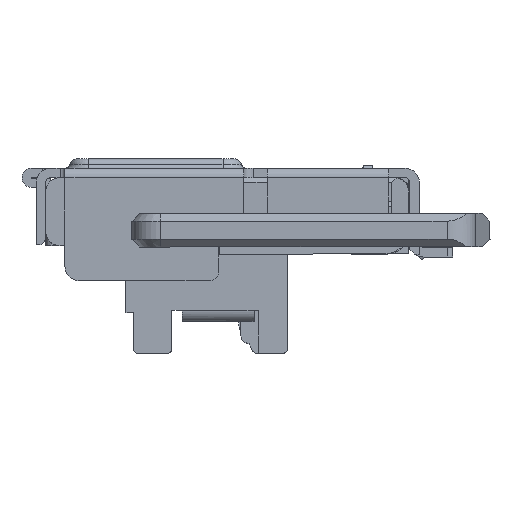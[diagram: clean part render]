
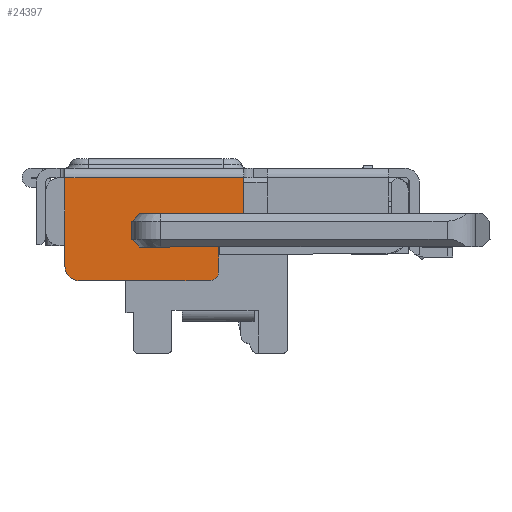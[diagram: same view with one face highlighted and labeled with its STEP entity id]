
A CAD part, left-side view. The second image highlights one B-rep face of the part: STEP entity #24397.
In plain terms, the highlighted planar face has unit normal (-1, 0, 0).
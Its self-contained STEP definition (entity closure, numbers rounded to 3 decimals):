
#303=B_SPLINE_CURVE_WITH_KNOTS('',3,(#38217,#38218,#38219,#38220),
 .UNSPECIFIED.,.F.,.F.,(4,4),(0.,0.),
 .UNSPECIFIED.);
#307=B_SPLINE_CURVE_WITH_KNOTS('',3,(#38640,#38641,#38642,#38643),
 .UNSPECIFIED.,.F.,.F.,(4,4),(0.,0.),
 .UNSPECIFIED.);
#953=CIRCLE('',#26198,0.045);
#955=CIRCLE('',#26201,0.051);
#1097=CIRCLE('',#26475,0.1);
#1098=CIRCLE('',#26476,0.15);
#5379=ORIENTED_EDGE('',*,*,#11319,.T.);
#5380=ORIENTED_EDGE('',*,*,#11320,.T.);
#5381=ORIENTED_EDGE('',*,*,#11321,.T.);
#5382=ORIENTED_EDGE('',*,*,#10895,.F.);
#5383=ORIENTED_EDGE('',*,*,#11322,.T.);
#5384=ORIENTED_EDGE('',*,*,#10899,.T.);
#5385=ORIENTED_EDGE('',*,*,#10831,.F.);
#5386=ORIENTED_EDGE('',*,*,#11318,.T.);
#5387=ORIENTED_EDGE('',*,*,#11323,.F.);
#5388=ORIENTED_EDGE('',*,*,#11324,.F.);
#5389=ORIENTED_EDGE('',*,*,#11325,.T.);
#5390=ORIENTED_EDGE('',*,*,#11032,.T.);
#5391=ORIENTED_EDGE('',*,*,#10826,.T.);
#5392=ORIENTED_EDGE('',*,*,#10823,.T.);
#5393=ORIENTED_EDGE('',*,*,#10989,.T.);
#5394=ORIENTED_EDGE('',*,*,#10821,.T.);
#5395=ORIENTED_EDGE('',*,*,#10818,.T.);
#5396=ORIENTED_EDGE('',*,*,#11030,.T.);
#10818=EDGE_CURVE('',#14078,#14079,#16303,.F.);
#10821=EDGE_CURVE('',#14080,#14078,#303,.T.);
#10823=EDGE_CURVE('',#14081,#14082,#16304,.T.);
#10826=EDGE_CURVE('',#14083,#14081,#16307,.T.);
#10831=EDGE_CURVE('',#14085,#14086,#16311,.T.);
#10895=EDGE_CURVE('',#14134,#14135,#953,.F.);
#10899=EDGE_CURVE('',#14138,#14086,#955,.T.);
#10989=EDGE_CURVE('',#14082,#14080,#16429,.T.);
#11030=EDGE_CURVE('',#14079,#14215,#307,.T.);
#11032=EDGE_CURVE('',#14216,#14083,#16455,.T.);
#11318=EDGE_CURVE('',#14085,#14423,#16584,.T.);
#11319=EDGE_CURVE('',#14424,#14425,#16585,.T.);
#11320=EDGE_CURVE('',#14425,#14426,#1097,.T.);
#11321=EDGE_CURVE('',#14426,#14135,#16586,.T.);
#11322=EDGE_CURVE('',#14134,#14138,#16587,.T.);
#11323=EDGE_CURVE('',#14427,#14423,#16588,.T.);
#11324=EDGE_CURVE('',#14424,#14427,#1098,.T.);
#11325=EDGE_CURVE('',#14215,#14216,#16589,.T.);
#14078=VERTEX_POINT('',#38212);
#14079=VERTEX_POINT('',#38213);
#14080=VERTEX_POINT('',#38221);
#14081=VERTEX_POINT('',#38225);
#14082=VERTEX_POINT('',#38226);
#14083=VERTEX_POINT('',#38231);
#14085=VERTEX_POINT('',#38238);
#14086=VERTEX_POINT('',#38240);
#14134=VERTEX_POINT('',#38372);
#14135=VERTEX_POINT('',#38374);
#14138=VERTEX_POINT('',#38382);
#14215=VERTEX_POINT('',#38644);
#14216=VERTEX_POINT('',#38648);
#14423=VERTEX_POINT('',#39357);
#14424=VERTEX_POINT('',#39361);
#14425=VERTEX_POINT('',#39362);
#14426=VERTEX_POINT('',#39364);
#14427=VERTEX_POINT('',#39368);
#16303=LINE('',#38211,#18644);
#16304=LINE('',#38224,#18645);
#16307=LINE('',#38230,#18648);
#16311=LINE('',#38239,#18652);
#16429=LINE('',#38560,#18770);
#16455=LINE('',#38647,#18796);
#16584=LINE('',#39358,#18925);
#16585=LINE('',#39360,#18926);
#16586=LINE('',#39365,#18927);
#16587=LINE('',#39366,#18928);
#16588=LINE('',#39367,#18929);
#16589=LINE('',#39370,#18930);
#18644=VECTOR('',#30433,1000.);
#18645=VECTOR('',#30444,1000.);
#18648=VECTOR('',#30449,1000.);
#18652=VECTOR('',#30457,1000.);
#18770=VECTOR('',#30757,1000.);
#18796=VECTOR('',#30837,1000.);
#18925=VECTOR('',#31352,1000.);
#18926=VECTOR('',#31355,1000.);
#18927=VECTOR('',#31358,1000.);
#18928=VECTOR('',#31359,1000.);
#18929=VECTOR('',#31360,1000.);
#18930=VECTOR('',#31363,1000.);
#20942=EDGE_LOOP('',(#5379,#5380,#5381,#5382,#5383,#5384,#5385,#5386,#5387,
#5388));
#20943=EDGE_LOOP('',(#5389,#5390,#5391,#5392,#5393,#5394,#5395,#5396));
#22330=FACE_BOUND('',#20942,.T.);
#22331=FACE_BOUND('',#20943,.T.);
#23298=PLANE('',#26474);
#24397=ADVANCED_FACE('',(#22330,#22331),#23298,.F.);
#26198=AXIS2_PLACEMENT_3D('',#38373,#30573,#30574);
#26201=AXIS2_PLACEMENT_3D('',#38381,#30581,#30582);
#26474=AXIS2_PLACEMENT_3D('',#39359,#31353,#31354);
#26475=AXIS2_PLACEMENT_3D('',#39363,#31356,#31357);
#26476=AXIS2_PLACEMENT_3D('',#39369,#31361,#31362);
#30433=DIRECTION('',(0.,0.,1.));
#30444=DIRECTION('',(0.,-0.707,0.707));
#30449=DIRECTION('',(0.,0.,1.));
#30457=DIRECTION('',(0.,0.,-1.));
#30573=DIRECTION('',(1.,0.,0.));
#30574=DIRECTION('',(0.,0.,-1.));
#30581=DIRECTION('',(-1.,0.,0.));
#30582=DIRECTION('',(0.,0.,1.));
#30757=DIRECTION('',(0.,-1.,0.));
#30837=DIRECTION('',(0.,0.707,0.707));
#31352=DIRECTION('',(0.,1.,0.));
#31353=DIRECTION('',(1.,0.,0.));
#31354=DIRECTION('',(0.,0.,-1.));
#31355=DIRECTION('',(0.,-1.,0.));
#31356=DIRECTION('',(-1.,0.,0.));
#31357=DIRECTION('',(0.,0.,1.));
#31358=DIRECTION('',(0.,0.,1.));
#31359=DIRECTION('',(0.,-1.,0.));
#31360=DIRECTION('',(0.,0.,1.));
#31361=DIRECTION('',(1.,0.,0.));
#31362=DIRECTION('',(0.,0.,-1.));
#31363=DIRECTION('',(0.,1.,0.));
#38211=CARTESIAN_POINT('',(1.33,3.005,2.065));
#38212=CARTESIAN_POINT('',(1.33,3.005,1.985));
#38213=CARTESIAN_POINT('',(1.33,3.005,1.795));
#38217=CARTESIAN_POINT('',(1.33,3.119,2.065));
#38218=CARTESIAN_POINT('',(1.33,3.084,2.034));
#38219=CARTESIAN_POINT('',(1.33,3.05,2.));
#38220=CARTESIAN_POINT('',(1.33,3.005,1.985));
#38221=CARTESIAN_POINT('',(1.33,3.119,2.065));
#38224=CARTESIAN_POINT('',(1.33,3.457,1.985));
#38225=CARTESIAN_POINT('',(1.33,3.457,1.985));
#38226=CARTESIAN_POINT('',(1.33,3.377,2.065));
#38230=CARTESIAN_POINT('',(1.33,3.457,1.715));
#38231=CARTESIAN_POINT('',(1.33,3.457,1.795));
#38238=CARTESIAN_POINT('',(1.33,2.288,2.441));
#38239=CARTESIAN_POINT('',(1.33,2.288,2.441));
#38240=CARTESIAN_POINT('',(1.33,2.288,1.872));
#38372=CARTESIAN_POINT('',(1.33,2.497,1.821));
#38373=CARTESIAN_POINT('',(1.33,2.504,1.776));
#38374=CARTESIAN_POINT('',(1.33,2.548,1.771));
#38381=CARTESIAN_POINT('',(1.33,2.339,1.872));
#38382=CARTESIAN_POINT('',(1.33,2.339,1.821));
#38560=CARTESIAN_POINT('',(1.33,3.457,2.065));
#38640=CARTESIAN_POINT('',(1.33,3.005,1.795));
#38641=CARTESIAN_POINT('',(1.33,3.049,1.78));
#38642=CARTESIAN_POINT('',(1.33,3.084,1.746));
#38643=CARTESIAN_POINT('',(1.33,3.119,1.715));
#38644=CARTESIAN_POINT('',(1.33,3.119,1.715));
#38647=CARTESIAN_POINT('',(1.33,3.377,1.715));
#38648=CARTESIAN_POINT('',(1.33,3.377,1.715));
#39357=CARTESIAN_POINT('',(1.33,4.158,2.441));
#39358=CARTESIAN_POINT('',(1.33,-0.001,2.441));
#39359=CARTESIAN_POINT('',(1.33,-0.001,0.));
#39360=CARTESIAN_POINT('',(1.33,4.158,1.361));
#39361=CARTESIAN_POINT('',(1.33,4.008,1.361));
#39362=CARTESIAN_POINT('',(1.33,2.648,1.361));
#39363=CARTESIAN_POINT('',(1.33,2.648,1.461));
#39364=CARTESIAN_POINT('',(1.33,2.548,1.461));
#39365=CARTESIAN_POINT('',(1.33,2.548,1.771));
#39366=CARTESIAN_POINT('',(1.33,2.339,1.821));
#39367=CARTESIAN_POINT('',(1.33,4.158,1.341));
#39368=CARTESIAN_POINT('',(1.33,4.158,1.511));
#39369=CARTESIAN_POINT('',(1.33,4.008,1.511));
#39370=CARTESIAN_POINT('',(1.33,3.057,1.715));
